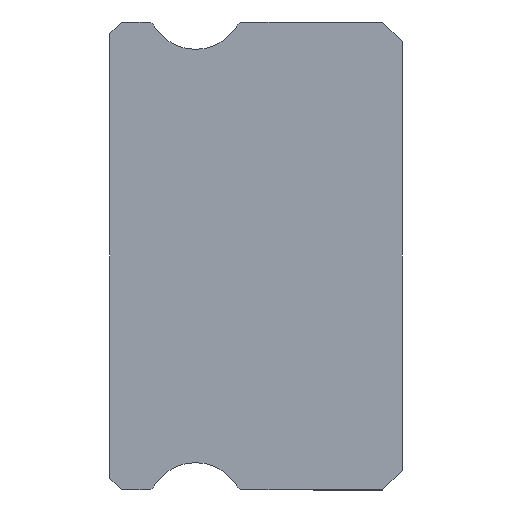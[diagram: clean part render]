
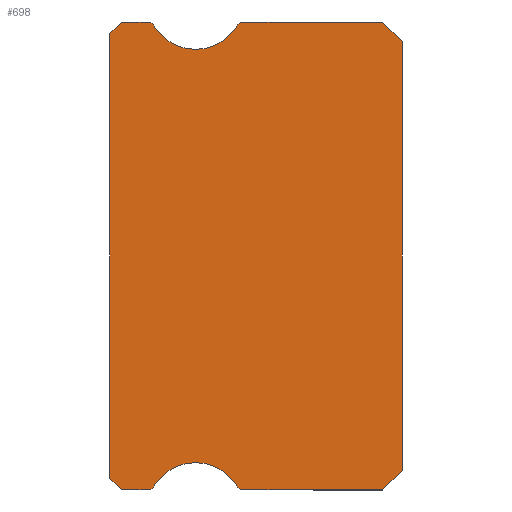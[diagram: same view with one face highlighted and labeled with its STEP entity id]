
A CAD part, left-side view. The second image highlights one B-rep face of the part: STEP entity #698.
In plain terms, the highlighted planar face has unit normal (-1, 0, 0).
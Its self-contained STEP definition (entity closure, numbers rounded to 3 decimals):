
#22 = DIRECTION ( 'NONE',  ( -1., 0., 0. ) ) ;
#39 = CIRCLE ( 'NONE', #2111, 0.15 ) ;
#56 = VERTEX_POINT ( 'NONE', #1922 ) ;
#85 = DIRECTION ( 'NONE',  ( 0., 0., 1. ) ) ;
#96 = CIRCLE ( 'NONE', #2358, 1.25 ) ;
#97 = VECTOR ( 'NONE', #2735, 1000. ) ;
#132 = CARTESIAN_POINT ( 'NONE',  ( -15., 6.383, -5.925 ) ) ;
#192 = VECTOR ( 'NONE', #576, 1000. ) ;
#200 = LINE ( 'NONE', #1795, #1398 ) ;
#211 = VECTOR ( 'NONE', #1276, 1000. ) ;
#227 = DIRECTION ( 'NONE',  ( 0., -1., 0. ) ) ;
#355 = DIRECTION ( 'NONE',  ( 0., 0., -1. ) ) ;
#367 = VECTOR ( 'NONE', #85, 1000. ) ;
#369 = VERTEX_POINT ( 'NONE', #1231 ) ;
#378 = EDGE_CURVE ( 'NONE', #2982, #56, #1216, .T. ) ;
#433 = CIRCLE ( 'NONE', #2794, 1.25 ) ;
#434 = VERTEX_POINT ( 'NONE', #1786 ) ;
#452 = ORIENTED_EDGE ( 'NONE', *, *, #378, .T. ) ;
#481 = EDGE_CURVE ( 'NONE', #1446, #56, #819, .T. ) ;
#488 = DIRECTION ( 'NONE',  ( 0., 0., -1. ) ) ;
#492 = ORIENTED_EDGE ( 'NONE', *, *, #810, .F. ) ;
#495 = ORIENTED_EDGE ( 'NONE', *, *, #481, .F. ) ;
#561 = CARTESIAN_POINT ( 'NONE',  ( -15., 0., -5.5 ) ) ;
#564 = VERTEX_POINT ( 'NONE', #1119 ) ;
#573 = EDGE_CURVE ( 'NONE', #1832, #1446, #2294, .T. ) ;
#576 = DIRECTION ( 'NONE',  ( 0., 0.707, -0.707 ) ) ;
#577 = VECTOR ( 'NONE', #1267, 1000. ) ;
#604 = DIRECTION ( 'NONE',  ( 0., 1., 0. ) ) ;
#621 = VERTEX_POINT ( 'NONE', #2098 ) ;
#657 = CARTESIAN_POINT ( 'NONE',  ( -15., 7.2, -6. ) ) ;
#698 = ADVANCED_FACE ( 'NONE', ( #2214 ), #2412, .F. ) ;
#705 = ORIENTED_EDGE ( 'NONE', *, *, #797, .F. ) ;
#709 = ORIENTED_EDGE ( 'NONE', *, *, #1159, .F. ) ;
#725 = EDGE_CURVE ( 'NONE', #369, #885, #1144, .T. ) ;
#740 = VERTEX_POINT ( 'NONE', #1038 ) ;
#748 = EDGE_LOOP ( 'NONE', ( #2232, #2250, #2498, #2970, #2751, #2133, #709, #492, #705, #452, #495, #1490, #1238, #1355, #1130, #1301, #2500 ) ) ;
#760 = DIRECTION ( 'NONE',  ( 0., 0., -1. ) ) ;
#797 = EDGE_CURVE ( 'NONE', #2982, #1613, #1712, .T. ) ;
#810 = EDGE_CURVE ( 'NONE', #1613, #1627, #2196, .T. ) ;
#819 = LINE ( 'NONE', #1298, #1189 ) ;
#831 = DIRECTION ( 'NONE',  ( 1., 0., 0. ) ) ;
#847 = CARTESIAN_POINT ( 'NONE',  ( -15., 6.512, -6. ) ) ;
#885 = VERTEX_POINT ( 'NONE', #1775 ) ;
#886 = CARTESIAN_POINT ( 'NONE',  ( -15., 4.088, 5.85 ) ) ;
#887 = EDGE_CURVE ( 'NONE', #2581, #621, #1805, .T. ) ;
#915 = CARTESIAN_POINT ( 'NONE',  ( -15., 6.512, 6. ) ) ;
#1002 = DIRECTION ( 'NONE',  ( 1., 0., 0. ) ) ;
#1003 = VERTEX_POINT ( 'NONE', #1211 ) ;
#1038 = CARTESIAN_POINT ( 'NONE',  ( -15., 4.217, -5.925 ) ) ;
#1039 = CARTESIAN_POINT ( 'NONE',  ( -15., 6.512, -6. ) ) ;
#1053 = CARTESIAN_POINT ( 'NONE',  ( -15., 6.512, 5.85 ) ) ;
#1066 = CARTESIAN_POINT ( 'NONE',  ( -15., 6.512, 5.85 ) ) ;
#1073 = DIRECTION ( 'NONE',  ( 1., 0., 0. ) ) ;
#1108 = CARTESIAN_POINT ( 'NONE',  ( -15., 4.088, -5.85 ) ) ;
#1113 = DIRECTION ( 'NONE',  ( 0., 0., -1. ) ) ;
#1119 = CARTESIAN_POINT ( 'NONE',  ( -15., 5.3, 5.3 ) ) ;
#1130 = ORIENTED_EDGE ( 'NONE', *, *, #1801, .F. ) ;
#1136 = DIRECTION ( 'NONE',  ( -1., 0., 0. ) ) ;
#1138 = EDGE_CURVE ( 'NONE', #2325, #1832, #1155, .T. ) ;
#1144 = CIRCLE ( 'NONE', #2834, 0.15 ) ;
#1148 = CARTESIAN_POINT ( 'NONE',  ( -15., 4.088, 6. ) ) ;
#1153 = VECTOR ( 'NONE', #604, 1000. ) ;
#1155 = CIRCLE ( 'NONE', #2848, 0.15 ) ;
#1159 = EDGE_CURVE ( 'NONE', #1627, #740, #39, .T. ) ;
#1189 = VECTOR ( 'NONE', #1777, 1000. ) ;
#1195 = CARTESIAN_POINT ( 'NONE',  ( -15., 0.5, 6. ) ) ;
#1211 = CARTESIAN_POINT ( 'NONE',  ( -15., 7.2, -6. ) ) ;
#1216 = LINE ( 'NONE', #1900, #367 ) ;
#1231 = CARTESIAN_POINT ( 'NONE',  ( -15., 6.512, 6. ) ) ;
#1238 = ORIENTED_EDGE ( 'NONE', *, *, #1138, .F. ) ;
#1267 = DIRECTION ( 'NONE',  ( 0., 0.707, -0.707 ) ) ;
#1276 = DIRECTION ( 'NONE',  ( 0., -0.707, -0.707 ) ) ;
#1298 = CARTESIAN_POINT ( 'NONE',  ( -15., 0.5, 6. ) ) ;
#1301 = ORIENTED_EDGE ( 'NONE', *, *, #725, .F. ) ;
#1329 = CARTESIAN_POINT ( 'NONE',  ( -15., 4.088, -6. ) ) ;
#1355 = ORIENTED_EDGE ( 'NONE', *, *, #2859, .F. ) ;
#1398 = VECTOR ( 'NONE', #1630, 1000. ) ;
#1446 = VERTEX_POINT ( 'NONE', #1195 ) ;
#1457 = AXIS2_PLACEMENT_3D ( 'NONE', #2064, #22, #1113 ) ;
#1461 = CARTESIAN_POINT ( 'NONE',  ( -15., 0., -5.5 ) ) ;
#1490 = ORIENTED_EDGE ( 'NONE', *, *, #573, .F. ) ;
#1506 = EDGE_CURVE ( 'NONE', #2821, #2053, #1829, .T. ) ;
#1590 = DIRECTION ( 'NONE',  ( -1., 0., 0. ) ) ;
#1613 = VERTEX_POINT ( 'NONE', #2476 ) ;
#1627 = VERTEX_POINT ( 'NONE', #1329 ) ;
#1630 = DIRECTION ( 'NONE',  ( 0., -1., 0. ) ) ;
#1637 = EDGE_CURVE ( 'NONE', #434, #621, #2189, .T. ) ;
#1671 = CARTESIAN_POINT ( 'NONE',  ( -15., 7.5, -5.7 ) ) ;
#1712 = LINE ( 'NONE', #561, #192 ) ;
#1737 = EDGE_CURVE ( 'NONE', #1003, #2053, #200, .T. ) ;
#1766 = EDGE_CURVE ( 'NONE', #740, #2821, #433, .T. ) ;
#1775 = CARTESIAN_POINT ( 'NONE',  ( -15., 6.383, 5.925 ) ) ;
#1776 = CARTESIAN_POINT ( 'NONE',  ( -15., 4.217, 5.925 ) ) ;
#1777 = DIRECTION ( 'NONE',  ( 0., -0.707, -0.707 ) ) ;
#1786 = CARTESIAN_POINT ( 'NONE',  ( -15., 7.2, 6. ) ) ;
#1795 = CARTESIAN_POINT ( 'NONE',  ( -15., 6.512, -6. ) ) ;
#1801 = EDGE_CURVE ( 'NONE', #885, #564, #96, .T. ) ;
#1805 = LINE ( 'NONE', #2245, #97 ) ;
#1829 = CIRCLE ( 'NONE', #2447, 0.15 ) ;
#1832 = VERTEX_POINT ( 'NONE', #1148 ) ;
#1835 = DIRECTION ( 'NONE',  ( 0., 1., 0. ) ) ;
#1900 = CARTESIAN_POINT ( 'NONE',  ( -15., 0., 5.5 ) ) ;
#1922 = CARTESIAN_POINT ( 'NONE',  ( -15., 0., 5.5 ) ) ;
#2028 = DIRECTION ( 'NONE',  ( 0., 0., -1. ) ) ;
#2038 = CARTESIAN_POINT ( 'NONE',  ( -15., 5.3, -6.55 ) ) ;
#2053 = VERTEX_POINT ( 'NONE', #1039 ) ;
#2064 = CARTESIAN_POINT ( 'NONE',  ( -15., 5.3, 6.55 ) ) ;
#2083 = VECTOR ( 'NONE', #1835, 1000. ) ;
#2098 = CARTESIAN_POINT ( 'NONE',  ( -15., 7.5, 5.7 ) ) ;
#2111 = AXIS2_PLACEMENT_3D ( 'NONE', #1108, #1073, #2028 ) ;
#2133 = ORIENTED_EDGE ( 'NONE', *, *, #1766, .F. ) ;
#2171 = DIRECTION ( 'NONE',  ( 1., 0., 0. ) ) ;
#2189 = LINE ( 'NONE', #2248, #577 ) ;
#2196 = LINE ( 'NONE', #847, #1153 ) ;
#2214 = FACE_OUTER_BOUND ( 'NONE', #748, .T. ) ;
#2232 = ORIENTED_EDGE ( 'NONE', *, *, #1637, .T. ) ;
#2245 = CARTESIAN_POINT ( 'NONE',  ( -15., 7.5, 5.85 ) ) ;
#2248 = CARTESIAN_POINT ( 'NONE',  ( -15., 7.5, 5.7 ) ) ;
#2250 = ORIENTED_EDGE ( 'NONE', *, *, #887, .F. ) ;
#2294 = LINE ( 'NONE', #915, #2879 ) ;
#2302 = AXIS2_PLACEMENT_3D ( 'NONE', #1066, #831, #2455 ) ;
#2325 = VERTEX_POINT ( 'NONE', #1776 ) ;
#2358 = AXIS2_PLACEMENT_3D ( 'NONE', #2741, #1590, #2945 ) ;
#2395 = EDGE_CURVE ( 'NONE', #2581, #1003, #2723, .T. ) ;
#2402 = CARTESIAN_POINT ( 'NONE',  ( -15., 6.512, -5.85 ) ) ;
#2412 = PLANE ( 'NONE',  #2302 ) ;
#2447 = AXIS2_PLACEMENT_3D ( 'NONE', #2402, #1002, #760 ) ;
#2455 = DIRECTION ( 'NONE',  ( 0., 0., -1. ) ) ;
#2476 = CARTESIAN_POINT ( 'NONE',  ( -15., 0.5, -6. ) ) ;
#2498 = ORIENTED_EDGE ( 'NONE', *, *, #2395, .T. ) ;
#2500 = ORIENTED_EDGE ( 'NONE', *, *, #2927, .T. ) ;
#2581 = VERTEX_POINT ( 'NONE', #1671 ) ;
#2667 = DIRECTION ( 'NONE',  ( 1., 0., 0. ) ) ;
#2723 = LINE ( 'NONE', #657, #211 ) ;
#2735 = DIRECTION ( 'NONE',  ( 0., 0., 1. ) ) ;
#2741 = CARTESIAN_POINT ( 'NONE',  ( -15., 5.3, 6.55 ) ) ;
#2751 = ORIENTED_EDGE ( 'NONE', *, *, #1506, .F. ) ;
#2756 = LINE ( 'NONE', #2989, #2083 ) ;
#2794 = AXIS2_PLACEMENT_3D ( 'NONE', #2038, #1136, #488 ) ;
#2821 = VERTEX_POINT ( 'NONE', #132 ) ;
#2834 = AXIS2_PLACEMENT_3D ( 'NONE', #1053, #2171, #355 ) ;
#2848 = AXIS2_PLACEMENT_3D ( 'NONE', #886, #2667, #2903 ) ;
#2859 = EDGE_CURVE ( 'NONE', #564, #2325, #2950, .T. ) ;
#2879 = VECTOR ( 'NONE', #227, 1000. ) ;
#2903 = DIRECTION ( 'NONE',  ( 0., 0., -1. ) ) ;
#2927 = EDGE_CURVE ( 'NONE', #369, #434, #2756, .T. ) ;
#2945 = DIRECTION ( 'NONE',  ( 0., 0., -1. ) ) ;
#2950 = CIRCLE ( 'NONE', #1457, 1.25 ) ;
#2970 = ORIENTED_EDGE ( 'NONE', *, *, #1737, .T. ) ;
#2982 = VERTEX_POINT ( 'NONE', #1461 ) ;
#2989 = CARTESIAN_POINT ( 'NONE',  ( -15., 7.2, 6. ) ) ;
